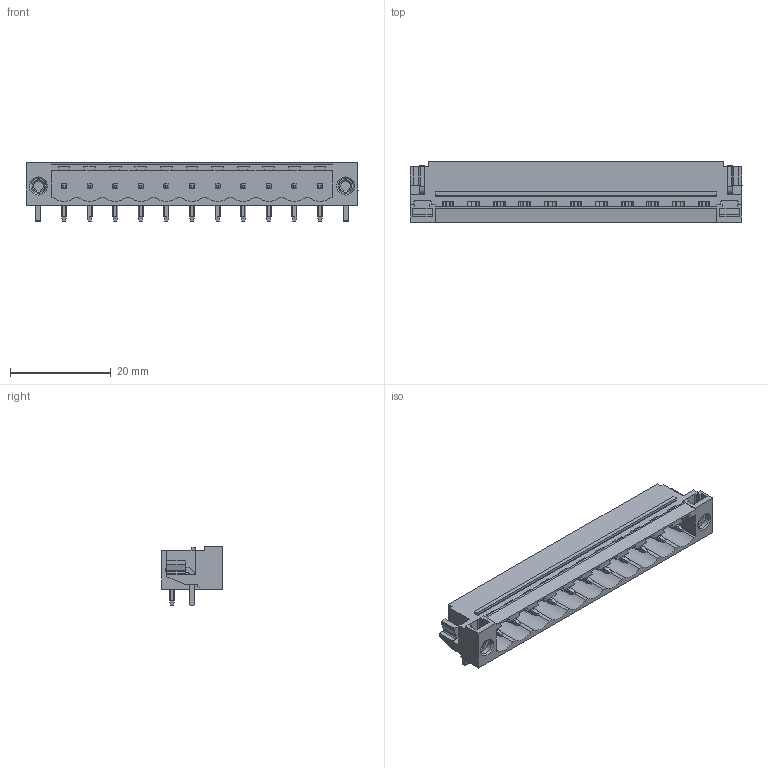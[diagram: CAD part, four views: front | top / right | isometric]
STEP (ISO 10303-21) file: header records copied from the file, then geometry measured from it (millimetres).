
FILE_DESCRIPTION(('CATIA V5 STEP Exchange','CAx-IF Rec.Pracs.--- Model Styling and Organization---1.2---2011-12-15'),'2;1');
FILE_NAME ('D1449324_0', '2018-10-25T07:34:13+00:00', ('none'), ('Weidmueller'), 'CATIA Version 5-6 Release 2014', 'CATIA V5 STEP AP214', 'none');
FILE_SCHEMA(('AUTOMOTIVE_DESIGN { 1 0 10303 214 1 1 1 1 }'));
Length unit declared in the file: millimetre
Products named in the file (1): 1150440000
Bounding box: 65.88 x 12 x 11.63 mm (x, y, z)
Volume: 3125.3 mm3; surface area: 5321.1 mm2
Topology: 16 solids, 16 shells, 699 faces, 1949 edges, 1260 vertices
Faces by surface type: plane 472, cylinder 215, cone 12
Entity records: 20496 total; most frequent: CARTESIAN_POINT 4423, ORIENTED_EDGE 3898, DIRECTION 2313, EDGE_CURVE 1943, VECTOR 1417, LINE 1417, VERTEX_POINT 1252, EDGE_LOOP 733
